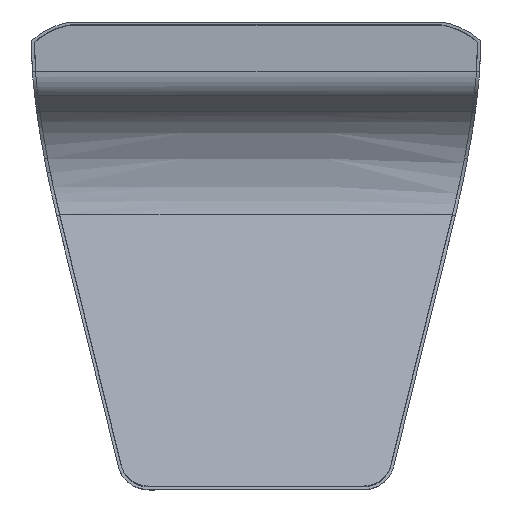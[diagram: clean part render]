
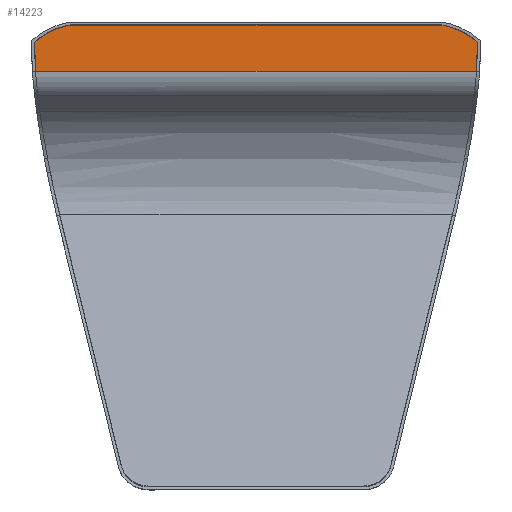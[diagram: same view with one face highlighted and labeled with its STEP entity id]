
A CAD part, front view. The second image highlights one B-rep face of the part: STEP entity #14223.
In plain terms, the highlighted planar face has unit normal (0, -1, 0).
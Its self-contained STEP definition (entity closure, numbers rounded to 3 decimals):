
#489 = EDGE_LOOP ( 'NONE', ( #7610, #7611, #7612, #7613, #7614, #7615, #7616, #7617, #7618 ) ) ;
#2199 = LINE ( 'NONE', #5704, #2205 ) ;
#2205 = VECTOR ( 'NONE', #5705, 1000. ) ;
#2235 = CARTESIAN_POINT ( 'NONE',  ( -35.176, 15.218, 81.159 ) ) ;
#2239 = CARTESIAN_POINT ( 'NONE',  ( 35.433, 15.218, 80.937 ) ) ;
#2313 = CARTESIAN_POINT ( 'NONE',  ( -35.285, 15.218, 76.283 ) ) ;
#2360 = CARTESIAN_POINT ( 'NONE',  ( 29.763, 15.218, 83.67 ) ) ;
#2372 = CARTESIAN_POINT ( 'NONE',  ( -29.763, 15.218, 83.67 ) ) ;
#2391 = CARTESIAN_POINT ( 'NONE',  ( 35.285, 15.218, 76.283 ) ) ;
#2439 = CARTESIAN_POINT ( 'NONE',  ( 35.176, 15.218, 81.159 ) ) ;
#2449 = CARTESIAN_POINT ( 'NONE',  ( 0., 15.218, 83.67 ) ) ;
#2460 = CARTESIAN_POINT ( 'NONE',  ( -35.433, 15.218, 80.937 ) ) ;
#5021 = CARTESIAN_POINT ( 'NONE',  ( 35.285, 15.218, 76.283 ) ) ;
#5022 = CARTESIAN_POINT ( 'NONE',  ( -35.453, 15.218, 79.362 ) ) ;
#5028 = CARTESIAN_POINT ( 'NONE',  ( -35.433, 15.218, 80.937 ) ) ;
#5030 = CARTESIAN_POINT ( 'NONE',  ( 35.404, 15.218, 77.811 ) ) ;
#5031 = CARTESIAN_POINT ( 'NONE',  ( -35.404, 15.218, 77.811 ) ) ;
#5032 = CARTESIAN_POINT ( 'NONE',  ( -35.285, 15.218, 76.283 ) ) ;
#5033 = CARTESIAN_POINT ( 'NONE',  ( -35.176, 15.218, 81.159 ) ) ;
#5034 = CARTESIAN_POINT ( 'NONE',  ( -35.263, 15.218, 81.086 ) ) ;
#5035 = CARTESIAN_POINT ( 'NONE',  ( 35.453, 15.218, 79.362 ) ) ;
#5036 = CARTESIAN_POINT ( 'NONE',  ( 35.433, 15.218, 80.937 ) ) ;
#5039 = CARTESIAN_POINT ( 'NONE',  ( -30.766, 15.218, 83.495 ) ) ;
#5040 = CARTESIAN_POINT ( 'NONE',  ( -29.763, 15.218, 83.67 ) ) ;
#5041 = CARTESIAN_POINT ( 'NONE',  ( -35.348, 15.218, 81.012 ) ) ;
#5042 = CARTESIAN_POINT ( 'NONE',  ( -35.433, 15.218, 80.937 ) ) ;
#5043 = CARTESIAN_POINT ( 'NONE',  ( -9.921, 15.218, 83.67 ) ) ;
#5044 = CARTESIAN_POINT ( 'NONE',  ( 0., 15.218, 83.67 ) ) ;
#5045 = CARTESIAN_POINT ( 'NONE',  ( -31.724, 15.218, 83.195 ) ) ;
#5046 = CARTESIAN_POINT ( 'NONE',  ( -33.546, 15.218, 82.35 ) ) ;
#5047 = CARTESIAN_POINT ( 'NONE',  ( -34.393, 15.218, 81.812 ) ) ;
#5048 = CARTESIAN_POINT ( 'NONE',  ( -35.176, 15.218, 81.159 ) ) ;
#5049 = CARTESIAN_POINT ( 'NONE',  ( 19.842, 15.218, 83.67 ) ) ;
#5050 = CARTESIAN_POINT ( 'NONE',  ( 29.763, 15.218, 83.67 ) ) ;
#5051 = CARTESIAN_POINT ( 'NONE',  ( -19.842, 15.218, 83.67 ) ) ;
#5052 = CARTESIAN_POINT ( 'NONE',  ( -29.763, 15.218, 83.67 ) ) ;
#5053 = CARTESIAN_POINT ( 'NONE',  ( 34.786, 15.218, 81.485 ) ) ;
#5054 = CARTESIAN_POINT ( 'NONE',  ( 35.176, 15.218, 81.159 ) ) ;
#5055 = CARTESIAN_POINT ( 'NONE',  ( 9.921, 15.218, 83.67 ) ) ;
#5056 = CARTESIAN_POINT ( 'NONE',  ( 0., 15.218, 83.67 ) ) ;
#5057 = CARTESIAN_POINT ( 'NONE',  ( 35.348, 15.218, 81.012 ) ) ;
#5058 = CARTESIAN_POINT ( 'NONE',  ( 35.433, 15.218, 80.937 ) ) ;
#5059 = CARTESIAN_POINT ( 'NONE',  ( 34.379, 15.218, 81.782 ) ) ;
#5060 = CARTESIAN_POINT ( 'NONE',  ( 33.532, 15.218, 82.32 ) ) ;
#5061 = CARTESIAN_POINT ( 'NONE',  ( 33.091, 15.218, 82.561 ) ) ;
#5062 = CARTESIAN_POINT ( 'NONE',  ( 31.725, 15.218, 83.195 ) ) ;
#5063 = CARTESIAN_POINT ( 'NONE',  ( 30.767, 15.218, 83.494 ) ) ;
#5064 = CARTESIAN_POINT ( 'NONE',  ( 29.763, 15.218, 83.67 ) ) ;
#5067 = CARTESIAN_POINT ( 'NONE',  ( 35.263, 15.218, 81.086 ) ) ;
#5068 = CARTESIAN_POINT ( 'NONE',  ( 35.176, 15.218, 81.159 ) ) ;
#5704 = CARTESIAN_POINT ( 'NONE',  ( 53., 15.218, 76.283 ) ) ;
#5705 = DIRECTION ( 'NONE',  ( -1., 0., 0. ) ) ;
#7610 = ORIENTED_EDGE ( 'NONE', *, *, #15398, .T. ) ;
#7611 = ORIENTED_EDGE ( 'NONE', *, *, #15397, .T. ) ;
#7612 = ORIENTED_EDGE ( 'NONE', *, *, #15396, .T. ) ;
#7613 = ORIENTED_EDGE ( 'NONE', *, *, #15395, .T. ) ;
#7614 = ORIENTED_EDGE ( 'NONE', *, *, #15392, .T. ) ;
#7615 = ORIENTED_EDGE ( 'NONE', *, *, #15462, .F. ) ;
#7616 = ORIENTED_EDGE ( 'NONE', *, *, #15393, .T. ) ;
#7617 = ORIENTED_EDGE ( 'NONE', *, *, #15400, .T. ) ;
#7618 = ORIENTED_EDGE ( 'NONE', *, *, #15399, .T. ) ;
#7869 = B_SPLINE_CURVE_WITH_KNOTS ( 'NONE', 3,
 ( #5050, #5049, #5055, #5056 ),
 .UNSPECIFIED., .F., .F.,
 ( 4, 4 ),
 ( 0., 1. ),
 .UNSPECIFIED. ) ;
#7883 = B_SPLINE_CURVE_WITH_KNOTS ( 'NONE', 3,
 ( #5058, #5057, #5067, #5068 ),
 .UNSPECIFIED., .F., .F.,
 ( 4, 4 ),
 ( 0., 1. ),
 .UNSPECIFIED. ) ;
#7888 = B_SPLINE_CURVE_WITH_KNOTS ( 'NONE', 3,
 ( #5040, #5039, #5045, #5046, #5047, #5048 ),
 .UNSPECIFIED., .F., .F.,
 ( 4, 2, 4 ),
 ( 0., 0.5, 1. ),
 .UNSPECIFIED. ) ;
#7895 = B_SPLINE_CURVE_WITH_KNOTS ( 'NONE', 3,
 ( #5021, #5030, #5035, #5036 ),
 .UNSPECIFIED., .F., .F.,
 ( 4, 4 ),
 ( 0., 1. ),
 .UNSPECIFIED. ) ;
#7910 = B_SPLINE_CURVE_WITH_KNOTS ( 'NONE', 3,
 ( #5028, #5022, #5031, #5032 ),
 .UNSPECIFIED., .F., .F.,
 ( 4, 4 ),
 ( 0., 1. ),
 .UNSPECIFIED. ) ;
#7913 = B_SPLINE_CURVE_WITH_KNOTS ( 'NONE', 3,
 ( #5044, #5043, #5051, #5052 ),
 .UNSPECIFIED., .F., .F.,
 ( 4, 4 ),
 ( 0., 1. ),
 .UNSPECIFIED. ) ;
#7922 = B_SPLINE_CURVE_WITH_KNOTS ( 'NONE', 3,
 ( #5054, #5053, #5059, #5060, #5061, #5062, #5063, #5064 ),
 .UNSPECIFIED., .F., .F.,
 ( 4, 2, 2, 4 ),
 ( 0., 0.25, 0.5, 1. ),
 .UNSPECIFIED. ) ;
#7930 = B_SPLINE_CURVE_WITH_KNOTS ( 'NONE', 3,
 ( #5033, #5034, #5041, #5042 ),
 .UNSPECIFIED., .F., .F.,
 ( 4, 4 ),
 ( 0., 1. ),
 .UNSPECIFIED. ) ;
#8109 = VERTEX_POINT ( 'NONE', #2239 ) ;
#8120 = VERTEX_POINT ( 'NONE', #2460 ) ;
#8176 = VERTEX_POINT ( 'NONE', #2449 ) ;
#8179 = VERTEX_POINT ( 'NONE', #2313 ) ;
#8182 = VERTEX_POINT ( 'NONE', #2360 ) ;
#8184 = VERTEX_POINT ( 'NONE', #2235 ) ;
#8188 = VERTEX_POINT ( 'NONE', #2439 ) ;
#8189 = VERTEX_POINT ( 'NONE', #2391 ) ;
#8190 = VERTEX_POINT ( 'NONE', #2372 ) ;
#8332 = FACE_OUTER_BOUND ( 'NONE', #489, .T. ) ;
#9605 = AXIS2_PLACEMENT_3D ( 'NONE', #10024, #10202, #10203 ) ;
#10024 = CARTESIAN_POINT ( 'NONE',  ( -36.094, 15.218, 0. ) ) ;
#10025 = PLANE ( 'NONE',  #9605 ) ;
#10202 = DIRECTION ( 'NONE',  ( 0., -1., 0. ) ) ;
#10203 = DIRECTION ( 'NONE',  ( 0., 0., -1. ) ) ;
#14223 = ADVANCED_FACE ( 'NONE', ( #8332 ), #10025, .T. ) ;
#15392 = EDGE_CURVE ( 'NONE', #8120, #8179, #7910, .T. ) ;
#15393 = EDGE_CURVE ( 'NONE', #8189, #8109, #7895, .T. ) ;
#15395 = EDGE_CURVE ( 'NONE', #8184, #8120, #7930, .T. ) ;
#15396 = EDGE_CURVE ( 'NONE', #8190, #8184, #7888, .T. ) ;
#15397 = EDGE_CURVE ( 'NONE', #8176, #8190, #7913, .T. ) ;
#15398 = EDGE_CURVE ( 'NONE', #8182, #8176, #7869, .T. ) ;
#15399 = EDGE_CURVE ( 'NONE', #8188, #8182, #7922, .T. ) ;
#15400 = EDGE_CURVE ( 'NONE', #8109, #8188, #7883, .T. ) ;
#15462 = EDGE_CURVE ( 'NONE', #8189, #8179, #2199, .T. ) ;
